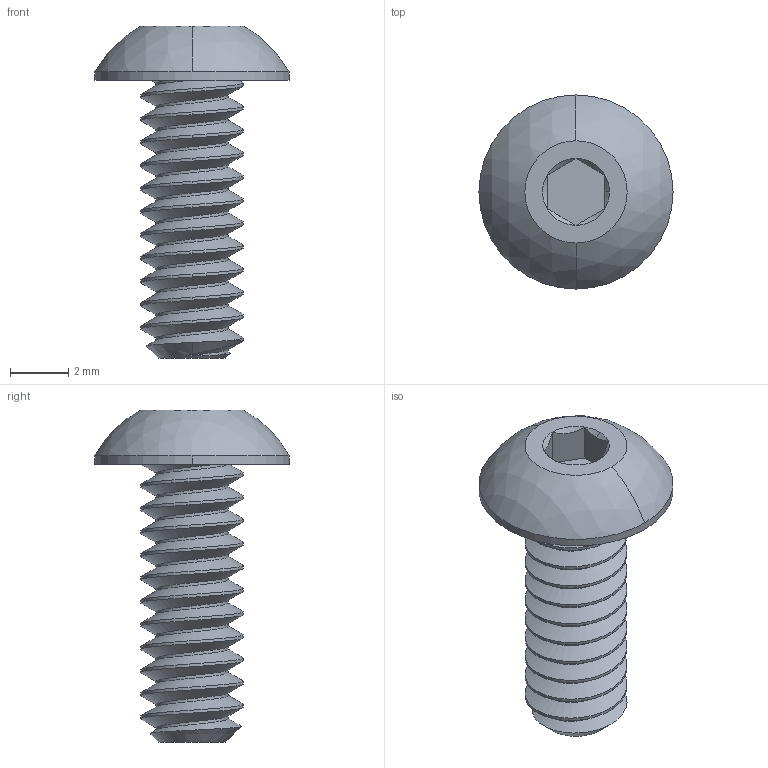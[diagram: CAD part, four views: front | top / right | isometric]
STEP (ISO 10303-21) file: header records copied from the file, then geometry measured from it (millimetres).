
FILE_DESCRIPTION (( 'STEP AP203' ), '1' );
FILE_NAME ('91255A146.step', '2014-02-28T19:12:59', ( '' ), ( '' ), 'SwSTEP 2.0', 'SolidWorks 2012', '' );
FILE_SCHEMA (( 'CONFIG_CONTROL_DESIGN' ));
Length unit declared in the file: inch
Products named in the file (1): 91255A146
Bounding box: 6.65 x 6.65 x 11.38 mm (x, y, z)
Volume: 109.4 mm3; surface area: 248.3 mm2
Topology: 1 solids, 1 shells, 50 faces, 126 edges, 80 vertices
Faces by surface type: cylinder 25, cone 10, plane 10, bspline 3, sphere 2
Entity records: 3496 total; most frequent: CARTESIAN_POINT 2389, ORIENTED_EDGE 252, DIRECTION 178, EDGE_CURVE 126, VERTEX_POINT 80, AXIS2_PLACEMENT_3D 69, EDGE_LOOP 52, FACE_OUTER_BOUND 50
